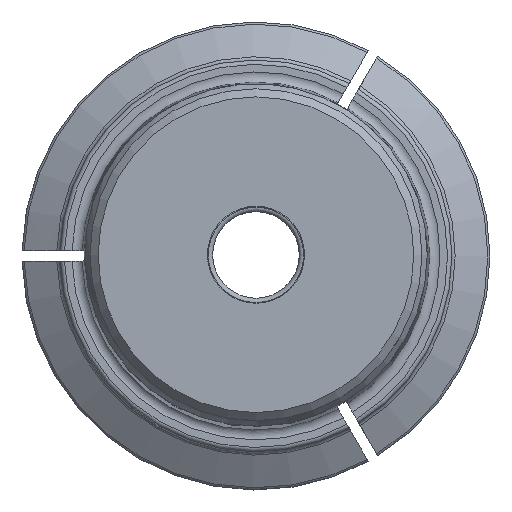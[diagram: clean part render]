
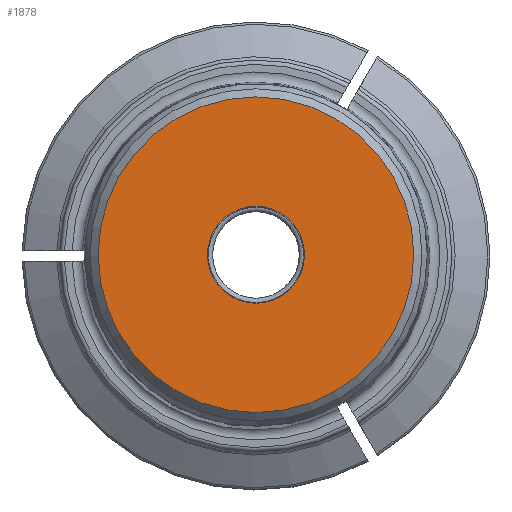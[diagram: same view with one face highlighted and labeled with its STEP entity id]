
A CAD part, top view. The second image highlights one B-rep face of the part: STEP entity #1878.
In plain terms, the highlighted planar face has unit normal (0, 0, 1).
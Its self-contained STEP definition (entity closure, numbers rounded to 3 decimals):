
#216=PLANE('',#1981);
#282=ORIENTED_EDGE('',*,*,#638,.F.);
#283=ORIENTED_EDGE('',*,*,#649,.F.);
#638=EDGE_CURVE('',#829,#829,#966,.T.);
#649=EDGE_CURVE('',#840,#840,#977,.T.);
#829=VERTEX_POINT('',#2549);
#840=VERTEX_POINT('',#2580);
#966=CIRCLE('',#1955,4.459);
#977=CIRCLE('',#1975,14.5);
#1077=EDGE_LOOP('',(#282));
#1078=EDGE_LOOP('',(#283));
#1191=FACE_BOUND('',#1077,.T.);
#1192=FACE_BOUND('',#1078,.T.);
#1878=ADVANCED_FACE('',(#1191,#1192),#216,.F.);
#1955=AXIS2_PLACEMENT_3D('',#2548,#2136,#2137);
#1975=AXIS2_PLACEMENT_3D('',#2579,#2176,#2177);
#1981=AXIS2_PLACEMENT_3D('',#2588,#2188,#2189);
#2136=DIRECTION('',(0.,0.,1.));
#2137=DIRECTION('',(0.,-1.,0.));
#2176=DIRECTION('',(0.,0.,-1.));
#2177=DIRECTION('',(-1.,0.,0.));
#2188=DIRECTION('',(0.,0.,-1.));
#2189=DIRECTION('',(-1.,0.,0.));
#2548=CARTESIAN_POINT('',(0.,0.,70.));
#2549=CARTESIAN_POINT('',(0.,-4.459,70.));
#2579=CARTESIAN_POINT('',(0.,0.,70.));
#2580=CARTESIAN_POINT('',(-14.5,0.,70.));
#2588=CARTESIAN_POINT('',(15.25,0.,70.));
